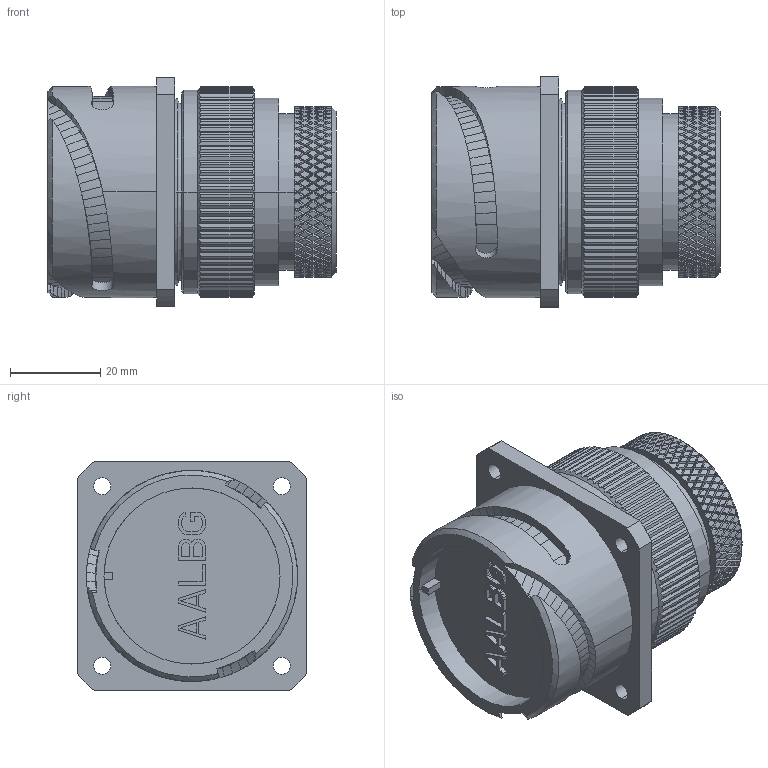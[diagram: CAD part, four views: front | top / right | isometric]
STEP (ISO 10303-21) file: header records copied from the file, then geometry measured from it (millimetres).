
FILE_DESCRIPTION((''),'2;1');
FILE_NAME('VG95234U-28_SW0001','2023-03-01T18:06:06',('paultorloting'),('NET AG system integration'),'CREO PARAMETRIC BY PTC INC, 2021404','CREO PARAMETRIC BY PTC INC, 2021404','');
FILE_SCHEMA(('AUTOMOTIVE_DESIGN { 1 0 10303 214 1 1 1 1 }'));
Products named in the file (1): VG95234U-28_SW0001
Bounding box: 63.7 x 50.8 x 50.8 mm (x, y, z)
Volume: 89286.1 mm3; surface area: 20165.6 mm2
Topology: 1 solids, 1 shells, 2892 faces, 6809 edges, 3951 vertices
Faces by surface type: plane 2117, cylinder 542, bspline 211, cone 18, torus 4
Entity records: 101139 total; most frequent: CARTESIAN_POINT 24258, ORIENTED_EDGE 13618, DIRECTION 10128, EDGE_CURVE 6809, VERTEX_POINT 3951, VECTOR 3721, LINE 3721, AXIS2_PLACEMENT_3D 3202
